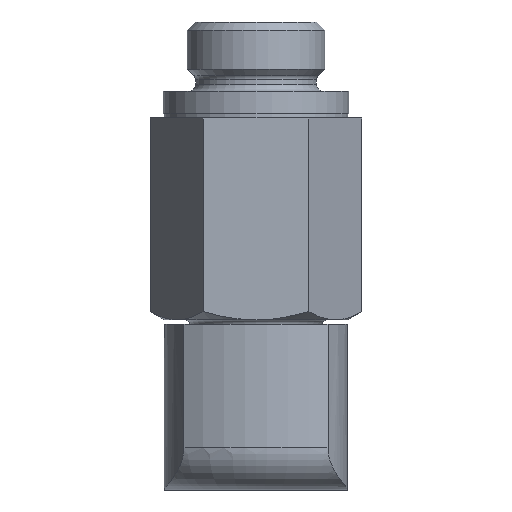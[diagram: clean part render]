
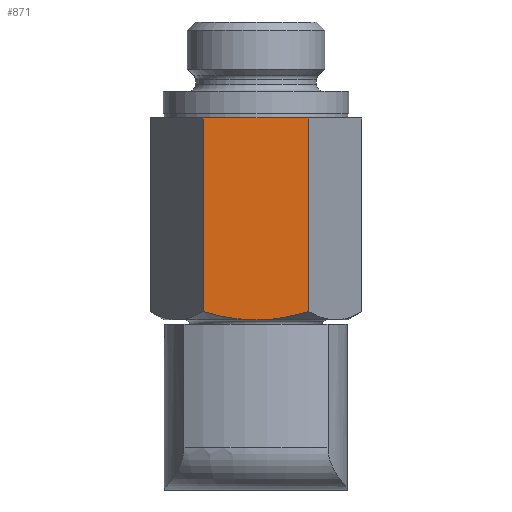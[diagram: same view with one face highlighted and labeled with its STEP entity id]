
A CAD part, left-side view. The second image highlights one B-rep face of the part: STEP entity #871.
In plain terms, the highlighted planar face has unit normal (-1, 0, 0).
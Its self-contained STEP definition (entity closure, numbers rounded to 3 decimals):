
#40=PLANE('',#984);
#75=LINE('',#1553,#112);
#76=LINE('',#1555,#113);
#77=LINE('',#1557,#114);
#78=LINE('',#1559,#115);
#112=VECTOR('',#1200,1000.);
#113=VECTOR('',#1201,1000.);
#114=VECTOR('',#1202,1000.);
#115=VECTOR('',#1203,1000.);
#143=B_SPLINE_CURVE_WITH_KNOTS('',3,(#1332,#1333,#1334,#1335),
 .UNSPECIFIED.,.F.,.F.,(4,4),(0.008,0.012),
 .UNSPECIFIED.);
#144=B_SPLINE_CURVE_WITH_KNOTS('',3,(#1341,#1342,#1343,#1344),
 .UNSPECIFIED.,.F.,.F.,(4,4),(0.012,0.016),
 .UNSPECIFIED.);
#294=ORIENTED_EDGE('',*,*,#455,.F.);
#295=ORIENTED_EDGE('',*,*,#456,.F.);
#296=ORIENTED_EDGE('',*,*,#457,.F.);
#297=ORIENTED_EDGE('',*,*,#458,.T.);
#298=ORIENTED_EDGE('',*,*,#387,.F.);
#299=ORIENTED_EDGE('',*,*,#384,.F.);
#384=EDGE_CURVE('',#495,#496,#143,.T.);
#387=EDGE_CURVE('',#496,#498,#144,.T.);
#455=EDGE_CURVE('',#547,#495,#75,.T.);
#456=EDGE_CURVE('',#548,#547,#76,.T.);
#457=EDGE_CURVE('',#549,#548,#77,.T.);
#458=EDGE_CURVE('',#549,#498,#78,.T.);
#495=VERTEX_POINT('',#1331);
#496=VERTEX_POINT('',#1336);
#498=VERTEX_POINT('',#1345);
#547=VERTEX_POINT('',#1554);
#548=VERTEX_POINT('',#1556);
#549=VERTEX_POINT('',#1558);
#683=EDGE_LOOP('',(#294,#295,#296,#297,#298,#299));
#778=FACE_BOUND('',#683,.T.);
#871=ADVANCED_FACE('',(#778),#40,.F.);
#984=AXIS2_PLACEMENT_3D('',#1552,#1198,#1199);
#1198=DIRECTION('',(1.,0.,0.));
#1199=DIRECTION('',(0.,0.,-1.));
#1200=DIRECTION('',(0.,0.,-1.));
#1201=DIRECTION('',(0.,-1.,0.));
#1202=DIRECTION('',(0.,-1.,0.));
#1203=DIRECTION('',(0.,0.,-1.));
#1331=CARTESIAN_POINT('',(-6.5,-3.753,9.131));
#1332=CARTESIAN_POINT('',(-6.5,-3.753,9.131));
#1333=CARTESIAN_POINT('',(-6.5,-2.53,8.778));
#1334=CARTESIAN_POINT('',(-6.5,-1.285,8.55));
#1335=CARTESIAN_POINT('',(-6.5,0.,8.55));
#1336=CARTESIAN_POINT('',(-6.5,0.,8.55));
#1341=CARTESIAN_POINT('',(-6.5,0.,8.55));
#1342=CARTESIAN_POINT('',(-6.5,1.285,8.55));
#1343=CARTESIAN_POINT('',(-6.5,2.532,8.778));
#1344=CARTESIAN_POINT('',(-6.5,3.753,9.131));
#1345=CARTESIAN_POINT('',(-6.5,3.753,9.131));
#1552=CARTESIAN_POINT('',(-6.5,3.753,24.75));
#1553=CARTESIAN_POINT('',(-6.5,-3.753,24.75));
#1554=CARTESIAN_POINT('',(-6.5,-3.753,22.85));
#1555=CARTESIAN_POINT('',(-6.5,0.,22.85));
#1556=CARTESIAN_POINT('',(-6.5,0.,22.85));
#1557=CARTESIAN_POINT('',(-6.5,0.,22.85));
#1558=CARTESIAN_POINT('',(-6.5,3.753,22.85));
#1559=CARTESIAN_POINT('',(-6.5,3.753,24.75));
